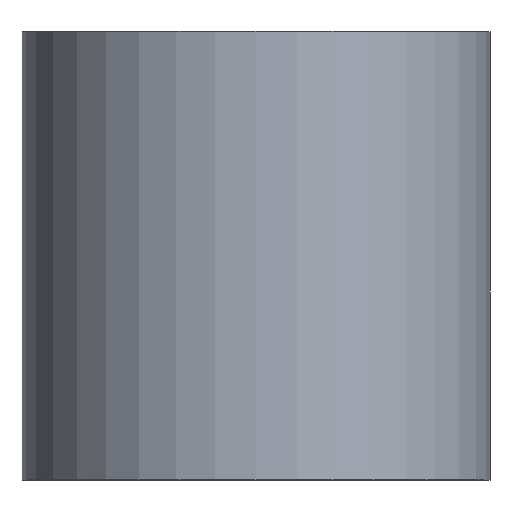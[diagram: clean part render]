
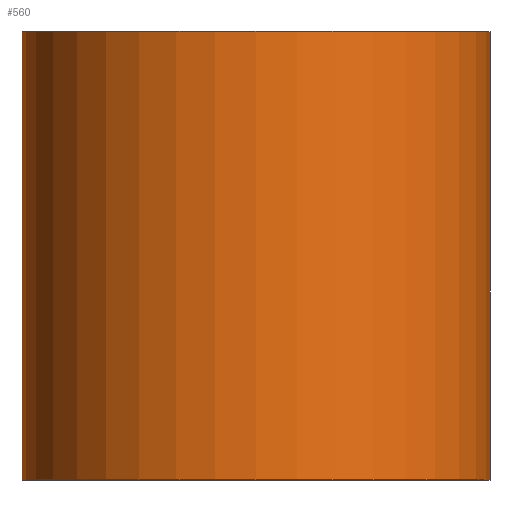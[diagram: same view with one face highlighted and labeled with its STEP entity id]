
A CAD part, top view. The second image highlights one B-rep face of the part: STEP entity #560.
In plain terms, the highlighted cylindrical face has radius 31.324 mm (diameter 62.648 mm), a partial arc.
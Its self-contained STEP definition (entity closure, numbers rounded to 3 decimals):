
#115 = CARTESIAN_POINT ( 'NONE',  ( 31.049, 60., 0. ) ) ;
#205 = VECTOR ( 'NONE', #1357, 1000. ) ;
#236 = CARTESIAN_POINT ( 'NONE',  ( 31.049, 60., 0. ) ) ;
#249 = DIRECTION ( 'NONE',  ( 1., 0., 0. ) ) ;
#305 = ORIENTED_EDGE ( 'NONE', *, *, #1448, .F. ) ;
#345 = EDGE_CURVE ( 'NONE', #394, #1435, #1707, .T. ) ;
#348 = ORIENTED_EDGE ( 'NONE', *, *, #1107, .F. ) ;
#369 = CIRCLE ( 'NONE', #405, 31.324 ) ;
#394 = VERTEX_POINT ( 'NONE', #519 ) ;
#403 = ORIENTED_EDGE ( 'NONE', *, *, #345, .T. ) ;
#405 = AXIS2_PLACEMENT_3D ( 'NONE', #845, #1518, #249 ) ;
#410 = CARTESIAN_POINT ( 'NONE',  ( -0.275, 60., 0. ) ) ;
#444 = CARTESIAN_POINT ( 'NONE',  ( -31.599, 60., 0. ) ) ;
#465 = CARTESIAN_POINT ( 'NONE',  ( 31.049, 0., 0. ) ) ;
#519 = CARTESIAN_POINT ( 'NONE',  ( -31.599, 60., 0. ) ) ;
#535 = EDGE_CURVE ( 'NONE', #720, #394, #369, .T. ) ;
#560 = ADVANCED_FACE ( 'NONE', ( #1245 ), #827, .T. ) ;
#613 = CARTESIAN_POINT ( 'NONE',  ( -31.599, 0., 0. ) ) ;
#720 = VERTEX_POINT ( 'NONE', #115 ) ;
#753 = AXIS2_PLACEMENT_3D ( 'NONE', #410, #836, #853 ) ;
#827 = CYLINDRICAL_SURFACE ( 'NONE', #753, 31.324 ) ;
#836 = DIRECTION ( 'NONE',  ( 0., -1., 0. ) ) ;
#845 = CARTESIAN_POINT ( 'NONE',  ( -0.275, 60., 0. ) ) ;
#853 = DIRECTION ( 'NONE',  ( 0., 0., -1. ) ) ;
#906 = DIRECTION ( 'NONE',  ( 0., -1., 0. ) ) ;
#977 = AXIS2_PLACEMENT_3D ( 'NONE', #1741, #906, #1444 ) ;
#1003 = DIRECTION ( 'NONE',  ( 0., -1., 0. ) ) ;
#1086 = ORIENTED_EDGE ( 'NONE', *, *, #535, .T. ) ;
#1107 = EDGE_CURVE ( 'NONE', #720, #1816, #1378, .T. ) ;
#1245 = FACE_OUTER_BOUND ( 'NONE', #1336, .T. ) ;
#1336 = EDGE_LOOP ( 'NONE', ( #305, #348, #1086, #403 ) ) ;
#1357 = DIRECTION ( 'NONE',  ( 0., -1., 0. ) ) ;
#1378 = LINE ( 'NONE', #236, #205 ) ;
#1435 = VERTEX_POINT ( 'NONE', #613 ) ;
#1444 = DIRECTION ( 'NONE',  ( 1., 0., 0. ) ) ;
#1448 = EDGE_CURVE ( 'NONE', #1816, #1435, #1781, .T. ) ;
#1518 = DIRECTION ( 'NONE',  ( 0., -1., 0. ) ) ;
#1707 = LINE ( 'NONE', #444, #1796 ) ;
#1741 = CARTESIAN_POINT ( 'NONE',  ( -0.275, 0., 0. ) ) ;
#1781 = CIRCLE ( 'NONE', #977, 31.324 ) ;
#1796 = VECTOR ( 'NONE', #1003, 1000. ) ;
#1816 = VERTEX_POINT ( 'NONE', #465 ) ;
